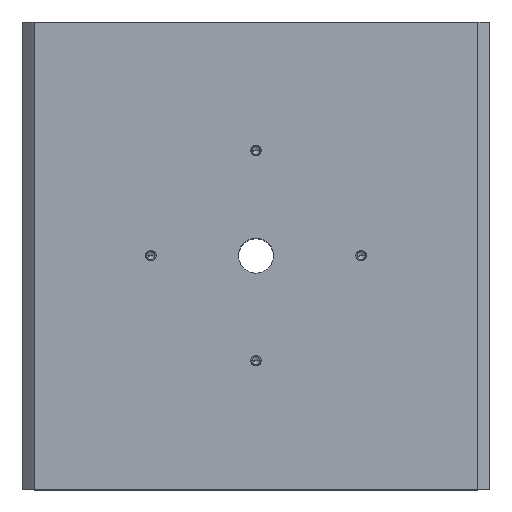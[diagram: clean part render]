
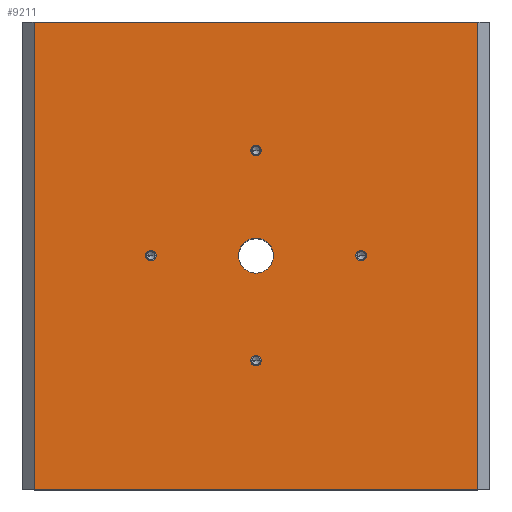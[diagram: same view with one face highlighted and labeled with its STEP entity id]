
A CAD part, top view. The second image highlights one B-rep face of the part: STEP entity #9211.
In plain terms, the highlighted planar face has unit normal (0, 0, 1).
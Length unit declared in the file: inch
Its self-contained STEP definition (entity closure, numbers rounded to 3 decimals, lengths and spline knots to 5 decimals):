
#27 = CARTESIAN_POINT ( 'NONE',  ( -0.056, -1.125, 2.5 ) ) ;
#222 = ORIENTED_EDGE ( 'NONE', *, *, #4488, .F. ) ;
#323 = EDGE_CURVE ( 'NONE', #10509, #11650, #5562, .T. ) ;
#517 = DIRECTION ( 'NONE',  ( 0., 0., 1. ) ) ;
#705 = DIRECTION ( 'NONE',  ( 0., 0., 1. ) ) ;
#895 = AXIS2_PLACEMENT_3D ( 'NONE', #5002, #11429, #4962 ) ;
#952 = DIRECTION ( 'NONE',  ( 0., 0., -1. ) ) ;
#974 = ORIENTED_EDGE ( 'NONE', *, *, #4652, .F. ) ;
#1062 = CARTESIAN_POINT ( 'NONE',  ( 1.069, 0., 2.5 ) ) ;
#1129 = DIRECTION ( 'NONE',  ( 0., 0., 1. ) ) ;
#1302 = CARTESIAN_POINT ( 'NONE',  ( -2.375, 2.5, 2.5 ) ) ;
#1305 = AXIS2_PLACEMENT_3D ( 'NONE', #7537, #2028, #8449 ) ;
#1329 = EDGE_CURVE ( 'NONE', #11102, #5732, #1938, .T. ) ;
#1746 = VERTEX_POINT ( 'NONE', #3386 ) ;
#1852 = PLANE ( 'NONE',  #11801 ) ;
#1930 = EDGE_LOOP ( 'NONE', ( #974, #6680 ) ) ;
#1938 = CIRCLE ( 'NONE', #895, 0.056 ) ;
#2002 = ORIENTED_EDGE ( 'NONE', *, *, #8709, .F. ) ;
#2028 = DIRECTION ( 'NONE',  ( 0., 0., 1. ) ) ;
#2135 = FACE_OUTER_BOUND ( 'NONE', #3432, .T. ) ;
#2142 = LINE ( 'NONE', #3211, #9195 ) ;
#2436 = FACE_BOUND ( 'NONE', #7193, .T. ) ;
#2473 = LINE ( 'NONE', #11832, #2759 ) ;
#2759 = VECTOR ( 'NONE', #10730, 39.37008 ) ;
#2767 = DIRECTION ( 'NONE',  ( 0., 0., 1. ) ) ;
#2843 = DIRECTION ( 'NONE',  ( 0., 1., 0. ) ) ;
#2857 = VERTEX_POINT ( 'NONE', #3994 ) ;
#2966 = AXIS2_PLACEMENT_3D ( 'NONE', #9169, #3666, #10107 ) ;
#3046 = CIRCLE ( 'NONE', #2966, 0.056 ) ;
#3047 = VERTEX_POINT ( 'NONE', #6613 ) ;
#3095 = ORIENTED_EDGE ( 'NONE', *, *, #323, .F. ) ;
#3211 = CARTESIAN_POINT ( 'NONE',  ( 2.5, 2.5, 2.5 ) ) ;
#3386 = CARTESIAN_POINT ( 'NONE',  ( -0.056, 1.125, 2.5 ) ) ;
#3432 = EDGE_LOOP ( 'NONE', ( #4291, #9242, #8767, #4158 ) ) ;
#3597 = CIRCLE ( 'NONE', #4465, 0.056 ) ;
#3628 = EDGE_LOOP ( 'NONE', ( #2002, #6995 ) ) ;
#3666 = DIRECTION ( 'NONE',  ( 0., 0., 1. ) ) ;
#3685 = EDGE_CURVE ( 'NONE', #11376, #4233, #2473, .T. ) ;
#3755 = DIRECTION ( 'NONE',  ( 0., 0., 1. ) ) ;
#3820 = DIRECTION ( 'NONE',  ( 0., 0., 1. ) ) ;
#3869 = CIRCLE ( 'NONE', #10407, 0.056 ) ;
#3994 = CARTESIAN_POINT ( 'NONE',  ( -1.181, 0., 2.5 ) ) ;
#3997 = ORIENTED_EDGE ( 'NONE', *, *, #11252, .F. ) ;
#4131 = DIRECTION ( 'NONE',  ( 1., 0., 0. ) ) ;
#4158 = ORIENTED_EDGE ( 'NONE', *, *, #4660, .T. ) ;
#4233 = VERTEX_POINT ( 'NONE', #11322 ) ;
#4235 = CARTESIAN_POINT ( 'NONE',  ( -1.125, 0., 2.5 ) ) ;
#4291 = ORIENTED_EDGE ( 'NONE', *, *, #8944, .F. ) ;
#4465 = AXIS2_PLACEMENT_3D ( 'NONE', #4235, #10657, #5159 ) ;
#4488 = EDGE_CURVE ( 'NONE', #11650, #10509, #3869, .T. ) ;
#4574 = FACE_BOUND ( 'NONE', #8640, .T. ) ;
#4652 = EDGE_CURVE ( 'NONE', #5624, #2857, #9472, .T. ) ;
#4660 = EDGE_CURVE ( 'NONE', #4233, #7474, #11938, .T. ) ;
#4706 = EDGE_CURVE ( 'NONE', #6134, #3047, #7420, .T. ) ;
#4733 = CARTESIAN_POINT ( 'NONE',  ( 1.181, 0., 2.5 ) ) ;
#4855 = ORIENTED_EDGE ( 'NONE', *, *, #6865, .F. ) ;
#4867 = CARTESIAN_POINT ( 'NONE',  ( 0.056, -1.125, 2.5 ) ) ;
#4962 = DIRECTION ( 'NONE',  ( 1., 0., 0. ) ) ;
#5002 = CARTESIAN_POINT ( 'NONE',  ( 0., -1.125, 2.5 ) ) ;
#5155 = DIRECTION ( 'NONE',  ( 1., 0., 0. ) ) ;
#5159 = DIRECTION ( 'NONE',  ( 1., 0., 0. ) ) ;
#5229 = CARTESIAN_POINT ( 'NONE',  ( 1.125, 0., 2.5 ) ) ;
#5323 = EDGE_LOOP ( 'NONE', ( #222, #3095 ) ) ;
#5545 = CARTESIAN_POINT ( 'NONE',  ( 2.5, 2.5, 2.5 ) ) ;
#5562 = CIRCLE ( 'NONE', #8881, 0.056 ) ;
#5624 = VERTEX_POINT ( 'NONE', #7169 ) ;
#5732 = VERTEX_POINT ( 'NONE', #27 ) ;
#5896 = VERTEX_POINT ( 'NONE', #1302 ) ;
#6032 = CARTESIAN_POINT ( 'NONE',  ( 0., 1.125, 2.5 ) ) ;
#6063 = ORIENTED_EDGE ( 'NONE', *, *, #6296, .F. ) ;
#6134 = VERTEX_POINT ( 'NONE', #10799 ) ;
#6232 = CARTESIAN_POINT ( 'NONE',  ( 1.125, 0., 2.5 ) ) ;
#6289 = CARTESIAN_POINT ( 'NONE',  ( 0.056, 1.125, 2.5 ) ) ;
#6296 = EDGE_CURVE ( 'NONE', #11419, #1746, #7801, .T. ) ;
#6613 = CARTESIAN_POINT ( 'NONE',  ( 0.1875, 0., 2.5 ) ) ;
#6680 = ORIENTED_EDGE ( 'NONE', *, *, #8393, .F. ) ;
#6739 = AXIS2_PLACEMENT_3D ( 'NONE', #8254, #2767, #9191 ) ;
#6865 = EDGE_CURVE ( 'NONE', #5732, #11102, #3046, .T. ) ;
#6964 = DIRECTION ( 'NONE',  ( 1., 0., 0. ) ) ;
#6995 = ORIENTED_EDGE ( 'NONE', *, *, #4706, .F. ) ;
#7035 = FACE_BOUND ( 'NONE', #1930, .T. ) ;
#7064 = VECTOR ( 'NONE', #8000, 39.37008 ) ;
#7110 = AXIS2_PLACEMENT_3D ( 'NONE', #9269, #3755, #10199 ) ;
#7154 = DIRECTION ( 'NONE',  ( 1., 0., 0. ) ) ;
#7169 = CARTESIAN_POINT ( 'NONE',  ( -1.069, 0., 2.5 ) ) ;
#7193 = EDGE_LOOP ( 'NONE', ( #10400, #4855 ) ) ;
#7325 = FACE_BOUND ( 'NONE', #5323, .T. ) ;
#7347 = LINE ( 'NONE', #10743, #7064 ) ;
#7394 = DIRECTION ( 'NONE',  ( -1., 0., 0. ) ) ;
#7420 = CIRCLE ( 'NONE', #1305, 0.1875 ) ;
#7474 = VERTEX_POINT ( 'NONE', #11002 ) ;
#7537 = CARTESIAN_POINT ( 'NONE',  ( 0., 0., 2.5 ) ) ;
#7565 = CIRCLE ( 'NONE', #9741, 0.056 ) ;
#7801 = CIRCLE ( 'NONE', #6739, 0.056 ) ;
#8000 = DIRECTION ( 'NONE',  ( 0., -1., 0. ) ) ;
#8254 = CARTESIAN_POINT ( 'NONE',  ( 0., 1.125, 2.5 ) ) ;
#8333 = CARTESIAN_POINT ( 'NONE',  ( 2.375, 2.5, 2.5 ) ) ;
#8393 = EDGE_CURVE ( 'NONE', #2857, #5624, #3597, .T. ) ;
#8449 = DIRECTION ( 'NONE',  ( 1., 0., 0. ) ) ;
#8461 = EDGE_CURVE ( 'NONE', #5896, #11376, #7347, .T. ) ;
#8541 = AXIS2_PLACEMENT_3D ( 'NONE', #9326, #3820, #10257 ) ;
#8640 = EDGE_LOOP ( 'NONE', ( #6063, #3997 ) ) ;
#8709 = EDGE_CURVE ( 'NONE', #3047, #6134, #9052, .T. ) ;
#8767 = ORIENTED_EDGE ( 'NONE', *, *, #3685, .T. ) ;
#8881 = AXIS2_PLACEMENT_3D ( 'NONE', #5229, #1129, #5155 ) ;
#8944 = EDGE_CURVE ( 'NONE', #5896, #7474, #2142, .T. ) ;
#9052 = CIRCLE ( 'NONE', #8541, 0.1875 ) ;
#9169 = CARTESIAN_POINT ( 'NONE',  ( 0., -1.125, 2.5 ) ) ;
#9191 = DIRECTION ( 'NONE',  ( 1., 0., 0. ) ) ;
#9195 = VECTOR ( 'NONE', #4131, 39.37008 ) ;
#9211 = ADVANCED_FACE ( 'NONE', ( #9454, #2436, #7325, #7035, #4574, #2135 ), #1852, .F. ) ;
#9242 = ORIENTED_EDGE ( 'NONE', *, *, #8461, .T. ) ;
#9269 = CARTESIAN_POINT ( 'NONE',  ( -1.125, 0., 2.5 ) ) ;
#9326 = CARTESIAN_POINT ( 'NONE',  ( 0., 0., 2.5 ) ) ;
#9454 = FACE_BOUND ( 'NONE', #3628, .T. ) ;
#9472 = CIRCLE ( 'NONE', #7110, 0.056 ) ;
#9741 = AXIS2_PLACEMENT_3D ( 'NONE', #6032, #517, #6964 ) ;
#10107 = DIRECTION ( 'NONE',  ( 1., 0., 0. ) ) ;
#10199 = DIRECTION ( 'NONE',  ( 1., 0., 0. ) ) ;
#10257 = DIRECTION ( 'NONE',  ( 1., 0., 0. ) ) ;
#10400 = ORIENTED_EDGE ( 'NONE', *, *, #1329, .F. ) ;
#10407 = AXIS2_PLACEMENT_3D ( 'NONE', #6232, #705, #7154 ) ;
#10509 = VERTEX_POINT ( 'NONE', #1062 ) ;
#10657 = DIRECTION ( 'NONE',  ( 0., 0., 1. ) ) ;
#10730 = DIRECTION ( 'NONE',  ( 1., 0., 0. ) ) ;
#10743 = CARTESIAN_POINT ( 'NONE',  ( -2.375, 2.5, 2.5 ) ) ;
#10799 = CARTESIAN_POINT ( 'NONE',  ( -0.1875, 0., 2.5 ) ) ;
#10809 = CARTESIAN_POINT ( 'NONE',  ( -2.375, -2.5, 2.5 ) ) ;
#11002 = CARTESIAN_POINT ( 'NONE',  ( 2.375, 2.5, 2.5 ) ) ;
#11102 = VERTEX_POINT ( 'NONE', #4867 ) ;
#11252 = EDGE_CURVE ( 'NONE', #1746, #11419, #7565, .T. ) ;
#11322 = CARTESIAN_POINT ( 'NONE',  ( 2.375, -2.5, 2.5 ) ) ;
#11376 = VERTEX_POINT ( 'NONE', #10809 ) ;
#11419 = VERTEX_POINT ( 'NONE', #6289 ) ;
#11429 = DIRECTION ( 'NONE',  ( 0., 0., 1. ) ) ;
#11649 = VECTOR ( 'NONE', #2843, 39.37008 ) ;
#11650 = VERTEX_POINT ( 'NONE', #4733 ) ;
#11801 = AXIS2_PLACEMENT_3D ( 'NONE', #5545, #952, #7394 ) ;
#11832 = CARTESIAN_POINT ( 'NONE',  ( 2.5, -2.5, 2.5 ) ) ;
#11938 = LINE ( 'NONE', #8333, #11649 ) ;
